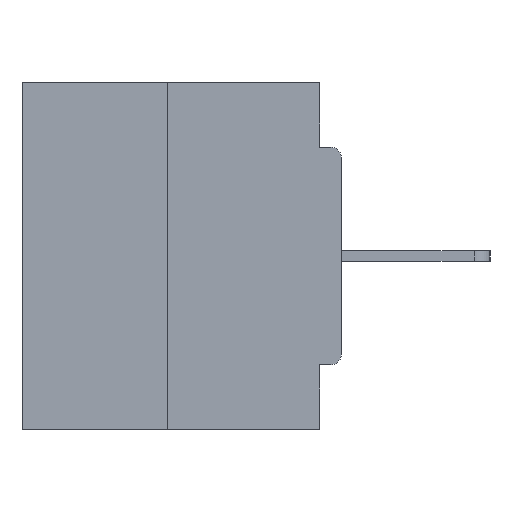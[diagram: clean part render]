
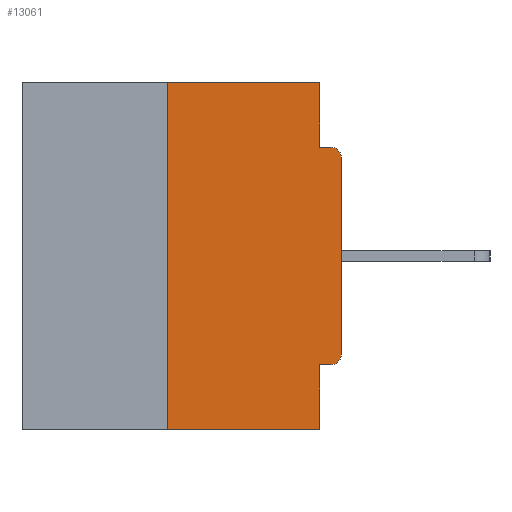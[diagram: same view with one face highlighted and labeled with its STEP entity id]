
A CAD part, left-side view. The second image highlights one B-rep face of the part: STEP entity #13061.
In plain terms, the highlighted planar face has unit normal (-1, 0, 0).
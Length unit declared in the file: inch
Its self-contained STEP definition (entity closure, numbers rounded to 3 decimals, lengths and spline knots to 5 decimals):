
#22 = CARTESIAN_POINT ( 'NONE',  ( 0., 0.25, 0. ) ) ;
#494 = VERTEX_POINT ( 'NONE', #22 ) ;
#671 = ORIENTED_EDGE ( 'NONE', *, *, #26381, .T. ) ;
#1019 = VERTEX_POINT ( 'NONE', #19149 ) ;
#1243 = ORIENTED_EDGE ( 'NONE', *, *, #15300, .F. ) ;
#1812 = LINE ( 'NONE', #6829, #24915 ) ;
#2342 = VERTEX_POINT ( 'NONE', #18999 ) ;
#2397 = DIRECTION ( 'NONE',  ( 0., 0., -1. ) ) ;
#2589 = AXIS2_PLACEMENT_3D ( 'NONE', #13540, #18440, #28035 ) ;
#2948 = EDGE_CURVE ( 'NONE', #1019, #29098, #20979, .T. ) ;
#3358 = VECTOR ( 'NONE', #23842, 39.37008 ) ;
#4571 = VERTEX_POINT ( 'NONE', #6855 ) ;
#4762 = CARTESIAN_POINT ( 'NONE',  ( 0., 0.031, -0.5 ) ) ;
#4803 = DIRECTION ( 'NONE',  ( 0., -1., 0. ) ) ;
#5218 = AXIS2_PLACEMENT_3D ( 'NONE', #27867, #8495, #18574 ) ;
#6474 = CARTESIAN_POINT ( 'NONE',  ( 0., 0.031, -0.0935 ) ) ;
#6800 = VECTOR ( 'NONE', #29993, 39.37008 ) ;
#6829 = CARTESIAN_POINT ( 'NONE',  ( 0., 0., -0.4065 ) ) ;
#6855 = CARTESIAN_POINT ( 'NONE',  ( 0., 0.031, 0. ) ) ;
#8495 = DIRECTION ( 'NONE',  ( -1., 0., 0. ) ) ;
#8575 = VECTOR ( 'NONE', #2397, 39.37008 ) ;
#8714 = CARTESIAN_POINT ( 'NONE',  ( 0., 0.25, 0. ) ) ;
#8831 = CARTESIAN_POINT ( 'NONE',  ( 0., 0.031, -0.4065 ) ) ;
#8994 = EDGE_CURVE ( 'NONE', #2342, #28671, #22615, .T. ) ;
#9159 = ORIENTED_EDGE ( 'NONE', *, *, #29055, .F. ) ;
#9185 = LINE ( 'NONE', #8714, #29475 ) ;
#10588 = LINE ( 'NONE', #17693, #6800 ) ;
#10825 = DIRECTION ( 'NONE',  ( 0., 0., -1. ) ) ;
#11779 = VERTEX_POINT ( 'NONE', #8831 ) ;
#12194 = ORIENTED_EDGE ( 'NONE', *, *, #2948, .T. ) ;
#13061 = ADVANCED_FACE ( 'NONE', ( #13392 ), #23507, .F. ) ;
#13062 = VERTEX_POINT ( 'NONE', #6474 ) ;
#13231 = EDGE_CURVE ( 'NONE', #11779, #29098, #26160, .T. ) ;
#13392 = FACE_OUTER_BOUND ( 'NONE', #21378, .T. ) ;
#13540 = CARTESIAN_POINT ( 'NONE',  ( 0., 0.46, 0. ) ) ;
#13639 = CARTESIAN_POINT ( 'NONE',  ( 0., 0.015, -0.0935 ) ) ;
#14169 = CARTESIAN_POINT ( 'NONE',  ( 0., 0.031, -0.5 ) ) ;
#14183 = CARTESIAN_POINT ( 'NONE',  ( 0., 0.031, 0. ) ) ;
#15148 = VECTOR ( 'NONE', #27729, 39.37008 ) ;
#15232 = ORIENTED_EDGE ( 'NONE', *, *, #18715, .F. ) ;
#15300 = EDGE_CURVE ( 'NONE', #13062, #30923, #17055, .T. ) ;
#16024 = DIRECTION ( 'NONE',  ( -1., 0., 0. ) ) ;
#16125 = DIRECTION ( 'NONE',  ( 0., 0., 1. ) ) ;
#17055 = LINE ( 'NONE', #26657, #19696 ) ;
#17693 = CARTESIAN_POINT ( 'NONE',  ( 0., 0.46, 0. ) ) ;
#17939 = ORIENTED_EDGE ( 'NONE', *, *, #28459, .F. ) ;
#18136 = LINE ( 'NONE', #27904, #25938 ) ;
#18440 = DIRECTION ( 'NONE',  ( 1., 0., 0. ) ) ;
#18574 = DIRECTION ( 'NONE',  ( 0., 0., -1. ) ) ;
#18715 = EDGE_CURVE ( 'NONE', #2342, #11779, #1812, .T. ) ;
#18999 = CARTESIAN_POINT ( 'NONE',  ( 0., 0.015, -0.4065 ) ) ;
#19149 = CARTESIAN_POINT ( 'NONE',  ( 0., 0.25, -0.5 ) ) ;
#19696 = VECTOR ( 'NONE', #4803, 39.37008 ) ;
#20741 = EDGE_CURVE ( 'NONE', #28671, #30523, #18136, .T. ) ;
#20944 = CARTESIAN_POINT ( 'NONE',  ( 0., 0., -0.1085 ) ) ;
#20979 = LINE ( 'NONE', #23192, #15148 ) ;
#21311 = DIRECTION ( 'NONE',  ( 0., 1., 0. ) ) ;
#21378 = EDGE_LOOP ( 'NONE', ( #25519, #17939, #12194, #30797, #15232, #23632, #24672, #671, #1243, #9159 ) ) ;
#21636 = CARTESIAN_POINT ( 'NONE',  ( 0., 0., -0.3915 ) ) ;
#22615 = CIRCLE ( 'NONE', #30133, 0.015 ) ;
#23192 = CARTESIAN_POINT ( 'NONE',  ( 0., 0.46, -0.5 ) ) ;
#23507 = PLANE ( 'NONE',  #2589 ) ;
#23632 = ORIENTED_EDGE ( 'NONE', *, *, #8994, .T. ) ;
#23842 = DIRECTION ( 'NONE',  ( 0., 0., -1. ) ) ;
#24140 = LINE ( 'NONE', #14183, #3358 ) ;
#24672 = ORIENTED_EDGE ( 'NONE', *, *, #20741, .T. ) ;
#24915 = VECTOR ( 'NONE', #21311, 39.37008 ) ;
#25519 = ORIENTED_EDGE ( 'NONE', *, *, #27702, .F. ) ;
#25938 = VECTOR ( 'NONE', #30130, 39.37008 ) ;
#26160 = LINE ( 'NONE', #14169, #8575 ) ;
#26381 = EDGE_CURVE ( 'NONE', #30523, #30923, #29863, .T. ) ;
#26657 = CARTESIAN_POINT ( 'NONE',  ( 0., 0., -0.0935 ) ) ;
#27702 = EDGE_CURVE ( 'NONE', #494, #4571, #10588, .T. ) ;
#27729 = DIRECTION ( 'NONE',  ( 0., -1., 0. ) ) ;
#27867 = CARTESIAN_POINT ( 'NONE',  ( 0., 0.015, -0.1085 ) ) ;
#27904 = CARTESIAN_POINT ( 'NONE',  ( 0., 0., 0. ) ) ;
#28035 = DIRECTION ( 'NONE',  ( 0., 0., -1. ) ) ;
#28459 = EDGE_CURVE ( 'NONE', #1019, #494, #9185, .T. ) ;
#28671 = VERTEX_POINT ( 'NONE', #21636 ) ;
#29055 = EDGE_CURVE ( 'NONE', #4571, #13062, #24140, .T. ) ;
#29098 = VERTEX_POINT ( 'NONE', #4762 ) ;
#29475 = VECTOR ( 'NONE', #16125, 39.37008 ) ;
#29746 = CARTESIAN_POINT ( 'NONE',  ( 0., 0.015, -0.3915 ) ) ;
#29863 = CIRCLE ( 'NONE', #5218, 0.015 ) ;
#29993 = DIRECTION ( 'NONE',  ( 0., -1., 0. ) ) ;
#30130 = DIRECTION ( 'NONE',  ( 0., 0., 1. ) ) ;
#30133 = AXIS2_PLACEMENT_3D ( 'NONE', #29746, #16024, #10825 ) ;
#30523 = VERTEX_POINT ( 'NONE', #20944 ) ;
#30797 = ORIENTED_EDGE ( 'NONE', *, *, #13231, .F. ) ;
#30923 = VERTEX_POINT ( 'NONE', #13639 ) ;
